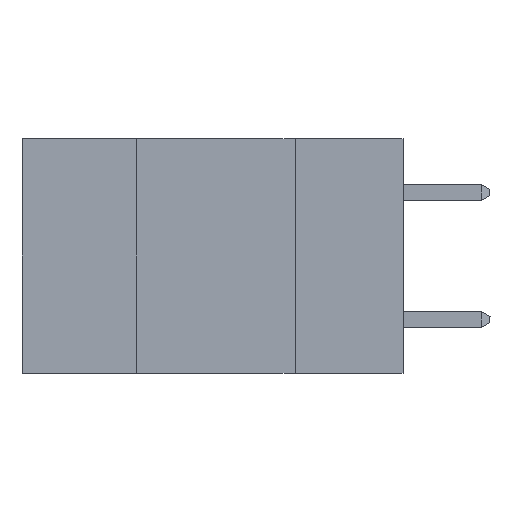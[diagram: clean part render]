
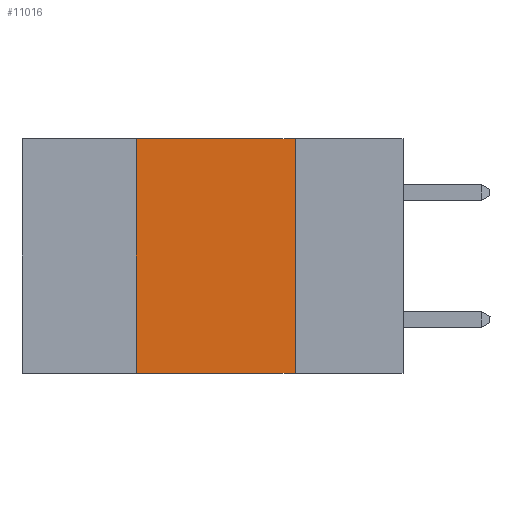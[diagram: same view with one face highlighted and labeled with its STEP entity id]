
A CAD part, left-side view. The second image highlights one B-rep face of the part: STEP entity #11016.
In plain terms, the highlighted planar face has unit normal (-1, 0, 0).
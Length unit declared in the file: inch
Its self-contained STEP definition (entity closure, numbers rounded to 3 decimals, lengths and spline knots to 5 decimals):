
#175 = CARTESIAN_POINT ( 'NONE',  ( 0., 0.17, 0. ) ) ;
#920 = DIRECTION ( 'NONE',  ( 0., -1., 0. ) ) ;
#1518 = DIRECTION ( 'NONE',  ( 0., 0., -1. ) ) ;
#1687 = CARTESIAN_POINT ( 'NONE',  ( 0., 0.6, -0.37 ) ) ;
#2435 = ORIENTED_EDGE ( 'NONE', *, *, #8604, .F. ) ;
#2551 = FACE_OUTER_BOUND ( 'NONE', #5501, .T. ) ;
#3252 = VERTEX_POINT ( 'NONE', #5199 ) ;
#3453 = CARTESIAN_POINT ( 'NONE',  ( 0., 0.6, 0. ) ) ;
#3471 = VECTOR ( 'NONE', #6174, 39.37008 ) ;
#3515 = VERTEX_POINT ( 'NONE', #6906 ) ;
#3752 = EDGE_CURVE ( 'NONE', #5379, #8944, #4510, .T. ) ;
#4128 = AXIS2_PLACEMENT_3D ( 'NONE', #3453, #9415, #1518 ) ;
#4510 = LINE ( 'NONE', #1687, #5989 ) ;
#4707 = CARTESIAN_POINT ( 'NONE',  ( 0., 0.6, 0. ) ) ;
#5065 = LINE ( 'NONE', #7052, #9089 ) ;
#5089 = ORIENTED_EDGE ( 'NONE', *, *, #12656, .F. ) ;
#5167 = CARTESIAN_POINT ( 'NONE',  ( 0., 0.17, -0.37 ) ) ;
#5199 = CARTESIAN_POINT ( 'NONE',  ( 0., 0.17, 0. ) ) ;
#5379 = VERTEX_POINT ( 'NONE', #9766 ) ;
#5501 = EDGE_LOOP ( 'NONE', ( #11219, #2435, #5089, #9573 ) ) ;
#5620 = DIRECTION ( 'NONE',  ( 0., -1., 0. ) ) ;
#5989 = VECTOR ( 'NONE', #5620, 39.37008 ) ;
#6174 = DIRECTION ( 'NONE',  ( 0., 0., -1. ) ) ;
#6361 = VECTOR ( 'NONE', #920, 39.37008 ) ;
#6906 = CARTESIAN_POINT ( 'NONE',  ( 0., 0.42, 0. ) ) ;
#7052 = CARTESIAN_POINT ( 'NONE',  ( 0., 0.42, 0. ) ) ;
#8081 = EDGE_CURVE ( 'NONE', #3252, #8944, #11199, .T. ) ;
#8152 = DIRECTION ( 'NONE',  ( 0., 0., 1. ) ) ;
#8443 = LINE ( 'NONE', #4707, #6361 ) ;
#8604 = EDGE_CURVE ( 'NONE', #3515, #3252, #8443, .T. ) ;
#8944 = VERTEX_POINT ( 'NONE', #5167 ) ;
#9089 = VECTOR ( 'NONE', #8152, 39.37008 ) ;
#9415 = DIRECTION ( 'NONE',  ( 1., 0., 0. ) ) ;
#9573 = ORIENTED_EDGE ( 'NONE', *, *, #3752, .T. ) ;
#9766 = CARTESIAN_POINT ( 'NONE',  ( 0., 0.42, -0.37 ) ) ;
#11016 = ADVANCED_FACE ( 'NONE', ( #2551 ), #11380, .F. ) ;
#11199 = LINE ( 'NONE', #175, #3471 ) ;
#11219 = ORIENTED_EDGE ( 'NONE', *, *, #8081, .F. ) ;
#11380 = PLANE ( 'NONE',  #4128 ) ;
#12656 = EDGE_CURVE ( 'NONE', #5379, #3515, #5065, .T. ) ;
